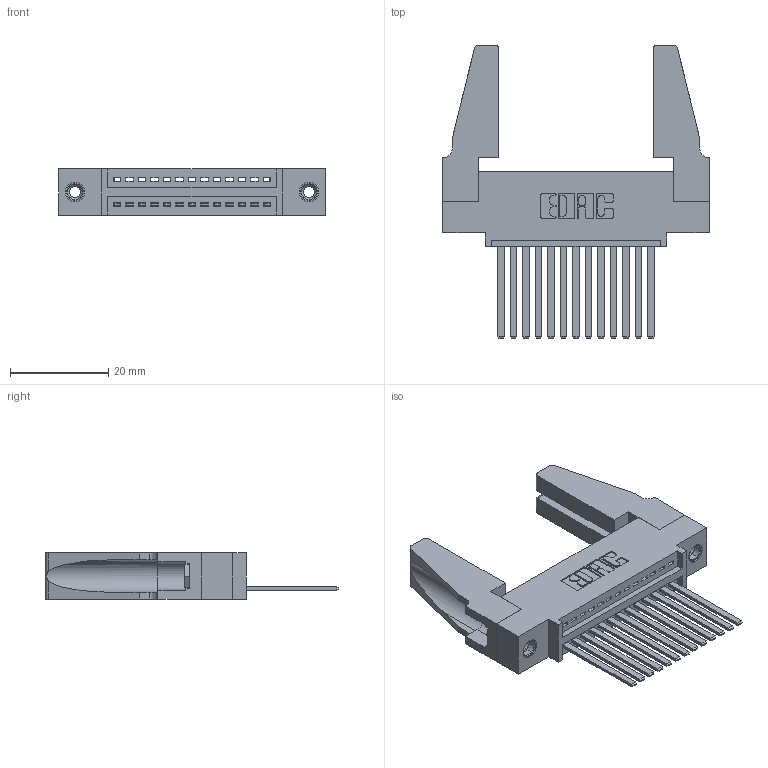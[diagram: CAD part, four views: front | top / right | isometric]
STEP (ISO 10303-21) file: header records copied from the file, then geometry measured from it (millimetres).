
FILE_DESCRIPTION (( 'STEP AP203' ), '1' );
FILE_NAME ('395-013-544-488.STEP', '2019-10-16T03:24:34', ( '' ), ( '' ), 'SwSTEP 2.0', 'SolidWorks 2016', '' );
FILE_SCHEMA (( 'CONFIG_CONTROL_DESIGN' ));
Length unit declared in the file: inch
Products named in the file (5): 345 Part_0.110 Offset - 0.156 Dia-TH; 345-292-001_345-293-144; 345-220-078_345-220-088; 345-250-001_345-250-001-102; 395-013-544-488
Assembly tree (18 placements, depth 2):
  395-013-544-488
    345 Part_0.110 Offset - 0.156 Dia-TH
    345-292-001_345-293-144  x13
    345-250-001_345-250-001-102  x2
    345-220-078_345-220-088  x2
Bounding box: 54.25 x 59.61 x 9.4 mm (x, y, z)
Volume: 8245.3 mm3; surface area: 9903.9 mm2
Topology: 18 solids, 18 shells, 930 faces, 2721 edges, 1786 vertices
Faces by surface type: plane 624, cylinder 290, cone 12, torus 4
Entity records: 15784 total; most frequent: CARTESIAN_POINT 2725, ORIENTED_EDGE 2632, DIRECTION 2426, EDGE_CURVE 1316, VECTOR 1094, LINE 1094, VERTEX_POINT 870, AXIS2_PLACEMENT_3D 666
